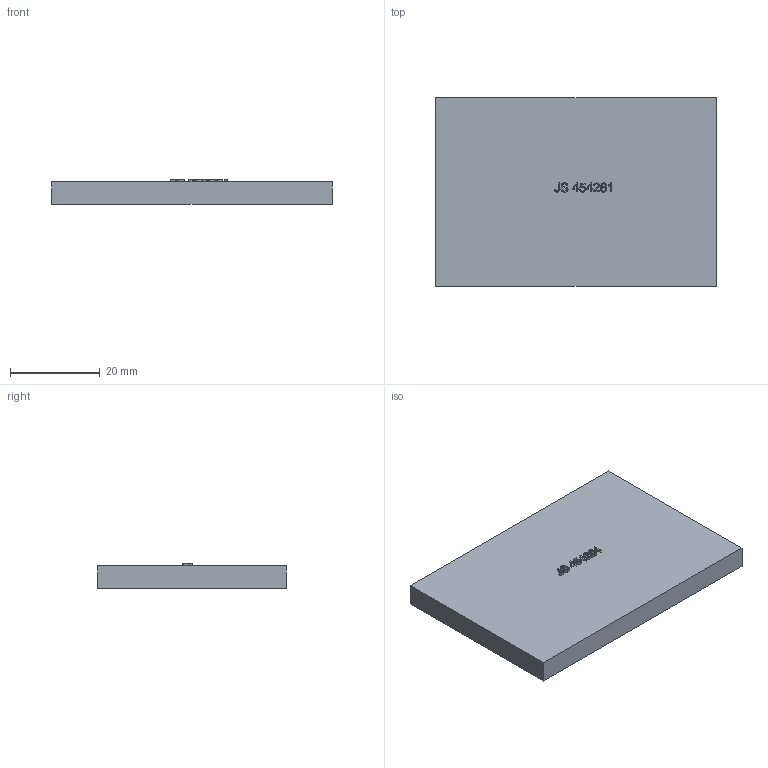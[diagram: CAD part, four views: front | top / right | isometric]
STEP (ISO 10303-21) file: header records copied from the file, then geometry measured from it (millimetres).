
FILE_DESCRIPTION(/* description */ (''),/* implementation_level */ '2;1');
FILE_NAME(/* name */ 'BATTER~1',/* time_stamp */ '2026-02-09T23:13:04+01:00',/* author */ (''),/* organization */ (''),/* preprocessor_version */ 'ST-DEVELOPER v16.5',/* originating_system */ '',/* authorisation */ '');
FILE_SCHEMA (('AUTOMOTIVE_DESIGN'));
Length unit declared in the file: millimetre
Products named in the file (1): Document
Bounding box: 62.5 x 42 x 5.5 mm (x, y, z)
Volume: 13129 mm3; surface area: 6346.4 mm2
Topology: 9 solids, 9 shells, 91 faces, 219 edges, 146 vertices
Faces by surface type: bspline 91
Entity records: 6055 total; most frequent: CARTESIAN_POINT 3002, B_SPLINE_CURVE_WITH_KNOTS 657, ORIENTED_EDGE 438, PCURVE 438, DEFINITIONAL_REPRESENTATION 438, SURFACE_CURVE 219, EDGE_CURVE 219, VERTEX_POINT 146
